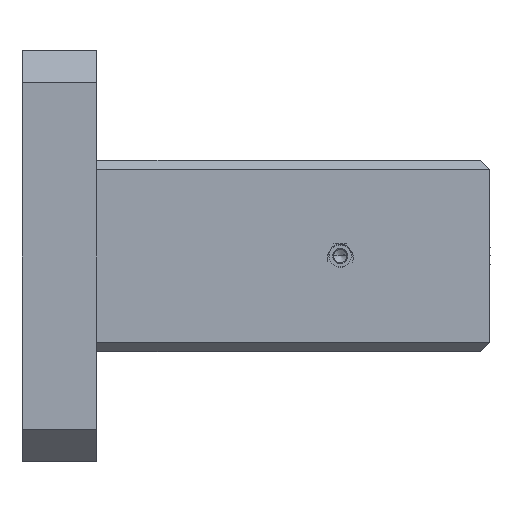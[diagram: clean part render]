
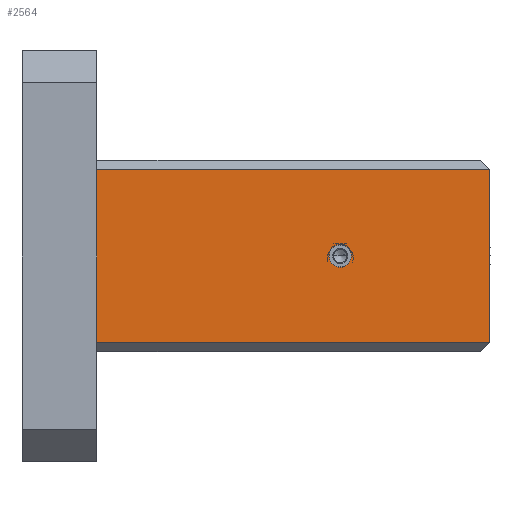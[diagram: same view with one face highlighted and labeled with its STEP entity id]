
A CAD part, front view. The second image highlights one B-rep face of the part: STEP entity #2564.
In plain terms, the highlighted planar face has unit normal (0, -1, 0).
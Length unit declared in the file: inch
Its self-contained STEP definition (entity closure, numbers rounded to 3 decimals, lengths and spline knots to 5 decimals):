
#12 = CIRCLE ( 'NONE', #4400, 0.02345 ) ;
#128 = EDGE_CURVE ( 'NONE', #3492, #9002, #8012, .T. ) ;
#242 = VERTEX_POINT ( 'NONE', #887 ) ;
#358 = EDGE_CURVE ( 'NONE', #9329, #9002, #1234, .T. ) ;
#410 = CARTESIAN_POINT ( 'NONE',  ( 1., -0.17, -0.44 ) ) ;
#840 = VECTOR ( 'NONE', #8361, 39.37008 ) ;
#887 = CARTESIAN_POINT ( 'NONE',  ( 1., -0.17, -0.185 ) ) ;
#1059 = FACE_BOUND ( 'NONE', #5283, .T. ) ;
#1234 = LINE ( 'NONE', #3414, #7761 ) ;
#2110 = VECTOR ( 'NONE', #7936, 39.37008 ) ;
#2215 = EDGE_LOOP ( 'NONE', ( #4389, #5863, #10155, #4759 ) ) ;
#2332 = CARTESIAN_POINT ( 'NONE',  ( 0.68, -0.17, 0.02345 ) ) ;
#2564 = ADVANCED_FACE ( 'NONE', ( #1059, #5588 ), #8888, .F. ) ;
#2565 = AXIS2_PLACEMENT_3D ( 'NONE', #4669, #5495, #7173 ) ;
#2575 = DIRECTION ( 'NONE',  ( 1., 0., 0. ) ) ;
#2643 = CARTESIAN_POINT ( 'NONE',  ( 0.16, -0.17, 0.185 ) ) ;
#2709 = CARTESIAN_POINT ( 'NONE',  ( 1., -0.17, -0.185 ) ) ;
#3268 = CARTESIAN_POINT ( 'NONE',  ( 0.16, -0.17, -0.185 ) ) ;
#3414 = CARTESIAN_POINT ( 'NONE',  ( 1., -0.17, 0.185 ) ) ;
#3492 = VERTEX_POINT ( 'NONE', #3268 ) ;
#3880 = EDGE_CURVE ( 'NONE', #3492, #242, #5569, .T. ) ;
#4389 = ORIENTED_EDGE ( 'NONE', *, *, #9098, .T. ) ;
#4400 = AXIS2_PLACEMENT_3D ( 'NONE', #8146, #8049, #8895 ) ;
#4669 = CARTESIAN_POINT ( 'NONE',  ( 0.68, -0.17, 0. ) ) ;
#4759 = ORIENTED_EDGE ( 'NONE', *, *, #3880, .T. ) ;
#4836 = CARTESIAN_POINT ( 'NONE',  ( 1., -0.17, 0.185 ) ) ;
#5283 = EDGE_LOOP ( 'NONE', ( #9001, #7614 ) ) ;
#5495 = DIRECTION ( 'NONE',  ( 0., -1., 0. ) ) ;
#5527 = CIRCLE ( 'NONE', #2565, 0.02345 ) ;
#5569 = LINE ( 'NONE', #2709, #6809 ) ;
#5588 = FACE_OUTER_BOUND ( 'NONE', #2215, .T. ) ;
#5857 = EDGE_CURVE ( 'NONE', #9579, #6597, #5527, .T. ) ;
#5863 = ORIENTED_EDGE ( 'NONE', *, *, #358, .T. ) ;
#6004 = DIRECTION ( 'NONE',  ( -1., 0., 0. ) ) ;
#6359 = CARTESIAN_POINT ( 'NONE',  ( 0.16, -0.17, -0.44 ) ) ;
#6597 = VERTEX_POINT ( 'NONE', #2332 ) ;
#6809 = VECTOR ( 'NONE', #2575, 39.37008 ) ;
#7173 = DIRECTION ( 'NONE',  ( 0., 0., -1. ) ) ;
#7578 = DIRECTION ( 'NONE',  ( 0., 1., 0. ) ) ;
#7614 = ORIENTED_EDGE ( 'NONE', *, *, #7775, .F. ) ;
#7761 = VECTOR ( 'NONE', #8917, 39.37008 ) ;
#7775 = EDGE_CURVE ( 'NONE', #6597, #9579, #12, .T. ) ;
#7936 = DIRECTION ( 'NONE',  ( 0., 0., 1. ) ) ;
#7978 = LINE ( 'NONE', #410, #840 ) ;
#8012 = LINE ( 'NONE', #6359, #2110 ) ;
#8049 = DIRECTION ( 'NONE',  ( 0., -1., 0. ) ) ;
#8146 = CARTESIAN_POINT ( 'NONE',  ( 0.68, -0.17, 0. ) ) ;
#8361 = DIRECTION ( 'NONE',  ( 0., 0., 1. ) ) ;
#8888 = PLANE ( 'NONE',  #9962 ) ;
#8895 = DIRECTION ( 'NONE',  ( 0., 0., -1. ) ) ;
#8917 = DIRECTION ( 'NONE',  ( -1., 0., 0. ) ) ;
#9001 = ORIENTED_EDGE ( 'NONE', *, *, #5857, .F. ) ;
#9002 = VERTEX_POINT ( 'NONE', #2643 ) ;
#9098 = EDGE_CURVE ( 'NONE', #242, #9329, #7978, .T. ) ;
#9128 = CARTESIAN_POINT ( 'NONE',  ( 1., -0.17, -0.44 ) ) ;
#9329 = VERTEX_POINT ( 'NONE', #4836 ) ;
#9579 = VERTEX_POINT ( 'NONE', #10132 ) ;
#9962 = AXIS2_PLACEMENT_3D ( 'NONE', #9128, #7578, #6004 ) ;
#10132 = CARTESIAN_POINT ( 'NONE',  ( 0.68, -0.17, -0.02345 ) ) ;
#10155 = ORIENTED_EDGE ( 'NONE', *, *, #128, .F. ) ;
